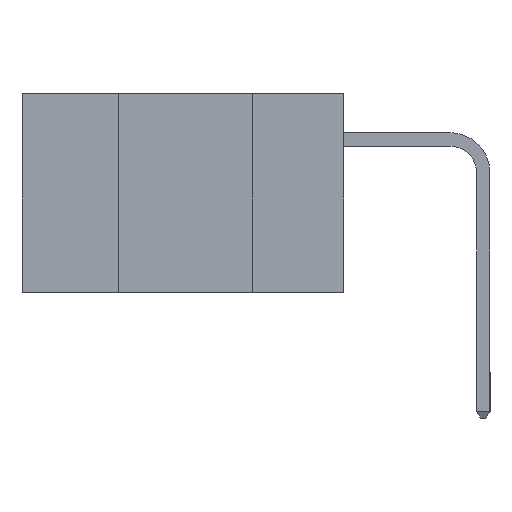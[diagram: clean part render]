
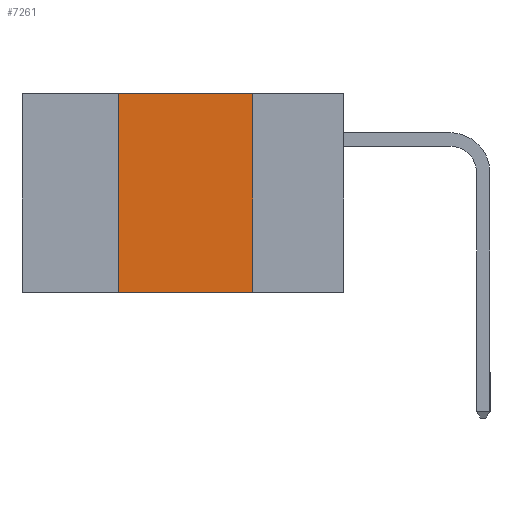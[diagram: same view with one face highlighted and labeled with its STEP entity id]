
A CAD part, left-side view. The second image highlights one B-rep face of the part: STEP entity #7261.
In plain terms, the highlighted planar face has unit normal (-1, 0, 0).
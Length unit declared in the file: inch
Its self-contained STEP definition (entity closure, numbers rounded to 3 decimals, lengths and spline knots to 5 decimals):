
#405 = CARTESIAN_POINT ( 'NONE',  ( 0., 0.42, 0. ) ) ;
#853 = AXIS2_PLACEMENT_3D ( 'NONE', #7201, #2575, #7099 ) ;
#1025 = PLANE ( 'NONE',  #853 ) ;
#1153 = VECTOR ( 'NONE', #6410, 39.37008 ) ;
#1306 = LINE ( 'NONE', #10350, #1701 ) ;
#1352 = EDGE_CURVE ( 'NONE', #9502, #9698, #6489, .T. ) ;
#1701 = VECTOR ( 'NONE', #6382, 39.37008 ) ;
#1885 = ORIENTED_EDGE ( 'NONE', *, *, #3196, .F. ) ;
#1895 = VECTOR ( 'NONE', #2526, 39.37008 ) ;
#1905 = DIRECTION ( 'NONE',  ( 0., 0., -1. ) ) ;
#2014 = VECTOR ( 'NONE', #1905, 39.37008 ) ;
#2158 = CARTESIAN_POINT ( 'NONE',  ( 0., 0.17, 0. ) ) ;
#2462 = VERTEX_POINT ( 'NONE', #405 ) ;
#2526 = DIRECTION ( 'NONE',  ( 0., -1., 0. ) ) ;
#2575 = DIRECTION ( 'NONE',  ( 1., 0., 0. ) ) ;
#2771 = CARTESIAN_POINT ( 'NONE',  ( 0., 0.6, -0.37 ) ) ;
#3013 = EDGE_CURVE ( 'NONE', #2462, #9502, #4375, .T. ) ;
#3156 = VERTEX_POINT ( 'NONE', #11235 ) ;
#3196 = EDGE_CURVE ( 'NONE', #3156, #2462, #1306, .T. ) ;
#3435 = EDGE_CURVE ( 'NONE', #3156, #9698, #5591, .T. ) ;
#4304 = ORIENTED_EDGE ( 'NONE', *, *, #1352, .F. ) ;
#4375 = LINE ( 'NONE', #4439, #1895 ) ;
#4439 = CARTESIAN_POINT ( 'NONE',  ( 0., 0.6, 0. ) ) ;
#5061 = CARTESIAN_POINT ( 'NONE',  ( 0., 0.17, -0.37 ) ) ;
#5591 = LINE ( 'NONE', #2771, #1153 ) ;
#6242 = EDGE_LOOP ( 'NONE', ( #4304, #6844, #1885, #8180 ) ) ;
#6382 = DIRECTION ( 'NONE',  ( 0., 0., 1. ) ) ;
#6410 = DIRECTION ( 'NONE',  ( 0., -1., 0. ) ) ;
#6489 = LINE ( 'NONE', #10939, #2014 ) ;
#6844 = ORIENTED_EDGE ( 'NONE', *, *, #3013, .F. ) ;
#7099 = DIRECTION ( 'NONE',  ( 0., 0., -1. ) ) ;
#7201 = CARTESIAN_POINT ( 'NONE',  ( 0., 0.6, 0. ) ) ;
#7261 = ADVANCED_FACE ( 'NONE', ( #11608 ), #1025, .F. ) ;
#8180 = ORIENTED_EDGE ( 'NONE', *, *, #3435, .T. ) ;
#9502 = VERTEX_POINT ( 'NONE', #2158 ) ;
#9698 = VERTEX_POINT ( 'NONE', #5061 ) ;
#10350 = CARTESIAN_POINT ( 'NONE',  ( 0., 0.42, -0.37 ) ) ;
#10939 = CARTESIAN_POINT ( 'NONE',  ( 0., 0.17, -0.37 ) ) ;
#11235 = CARTESIAN_POINT ( 'NONE',  ( 0., 0.42, -0.37 ) ) ;
#11608 = FACE_OUTER_BOUND ( 'NONE', #6242, .T. ) ;
